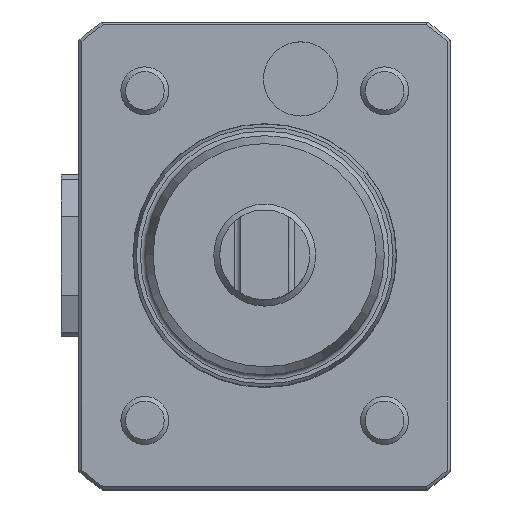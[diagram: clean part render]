
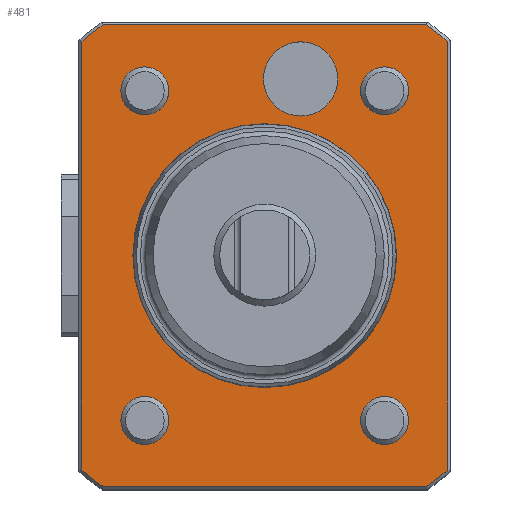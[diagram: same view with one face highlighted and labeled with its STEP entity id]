
A CAD part, top view. The second image highlights one B-rep face of the part: STEP entity #481.
In plain terms, the highlighted planar face has unit normal (0, 0, 1).
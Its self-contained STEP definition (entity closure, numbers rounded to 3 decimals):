
#94=LINE('',#3178,#174);
#95=LINE('',#3187,#175);
#96=LINE('',#3201,#176);
#97=LINE('',#3215,#177);
#174=VECTOR('',#2340,1.);
#175=VECTOR('',#2347,1.);
#176=VECTOR('',#2354,1.);
#177=VECTOR('',#2361,1.);
#304=FACE_BOUND('',#780,.T.);
#305=FACE_BOUND('',#781,.T.);
#306=FACE_BOUND('',#782,.T.);
#307=FACE_BOUND('',#783,.T.);
#308=FACE_BOUND('',#784,.T.);
#309=FACE_BOUND('',#785,.T.);
#310=FACE_BOUND('',#786,.T.);
#481=ADVANCED_FACE('',(#304,#305,#306,#307,#308,#309,#310),#592,.T.);
#592=PLANE('',#2005);
#780=EDGE_LOOP('',(#1090));
#781=EDGE_LOOP('',(#1091));
#782=EDGE_LOOP('',(#1092,#1093,#1094,#1095,#1096,#1097,#1098,#1099));
#783=EDGE_LOOP('',(#1100));
#784=EDGE_LOOP('',(#1101));
#785=EDGE_LOOP('',(#1102));
#786=EDGE_LOOP('',(#1103));
#1090=ORIENTED_EDGE('',*,*,#1649,.T.);
#1091=ORIENTED_EDGE('',*,*,#1650,.T.);
#1092=ORIENTED_EDGE('',*,*,#1648,.T.);
#1093=ORIENTED_EDGE('',*,*,#1646,.T.);
#1094=ORIENTED_EDGE('',*,*,#1644,.T.);
#1095=ORIENTED_EDGE('',*,*,#1642,.T.);
#1096=ORIENTED_EDGE('',*,*,#1640,.T.);
#1097=ORIENTED_EDGE('',*,*,#1638,.T.);
#1098=ORIENTED_EDGE('',*,*,#1637,.T.);
#1099=ORIENTED_EDGE('',*,*,#1635,.T.);
#1100=ORIENTED_EDGE('',*,*,#1651,.T.);
#1101=ORIENTED_EDGE('',*,*,#1652,.T.);
#1102=ORIENTED_EDGE('',*,*,#1653,.T.);
#1103=ORIENTED_EDGE('',*,*,#1654,.T.);
#1447=VERTEX_POINT('',#3165);
#1448=VERTEX_POINT('',#3170);
#1449=VERTEX_POINT('',#3177);
#1450=VERTEX_POINT('',#3181);
#1451=VERTEX_POINT('',#3188);
#1452=VERTEX_POINT('',#3195);
#1453=VERTEX_POINT('',#3202);
#1454=VERTEX_POINT('',#3209);
#1455=VERTEX_POINT('',#3218);
#1456=VERTEX_POINT('',#3220);
#1457=VERTEX_POINT('',#3222);
#1458=VERTEX_POINT('',#3224);
#1459=VERTEX_POINT('',#3226);
#1460=VERTEX_POINT('',#3228);
#1635=EDGE_CURVE('',#1447,#1448,#1813,.T.);
#1637=EDGE_CURVE('',#1449,#1447,#94,.T.);
#1638=EDGE_CURVE('',#1450,#1449,#1814,.T.);
#1640=EDGE_CURVE('',#1451,#1450,#95,.T.);
#1642=EDGE_CURVE('',#1452,#1451,#1815,.T.);
#1644=EDGE_CURVE('',#1453,#1452,#96,.T.);
#1646=EDGE_CURVE('',#1454,#1453,#1816,.T.);
#1648=EDGE_CURVE('',#1448,#1454,#97,.T.);
#1649=EDGE_CURVE('',#1455,#1455,#1817,.T.);
#1650=EDGE_CURVE('',#1456,#1456,#1818,.T.);
#1651=EDGE_CURVE('',#1457,#1457,#1819,.T.);
#1652=EDGE_CURVE('',#1458,#1458,#1820,.T.);
#1653=EDGE_CURVE('',#1459,#1459,#1821,.T.);
#1654=EDGE_CURVE('',#1460,#1460,#1822,.T.);
#1813=CIRCLE('',#1987,47.);
#1814=CIRCLE('',#1990,47.);
#1815=CIRCLE('',#1993,47.);
#1816=CIRCLE('',#1996,47.);
#1817=CIRCLE('',#1999,22.);
#1818=CIRCLE('',#2000,6.194);
#1819=CIRCLE('',#2001,3.996);
#1820=CIRCLE('',#2002,3.996);
#1821=CIRCLE('',#2003,3.996);
#1822=CIRCLE('',#2004,3.996);
#1987=AXIS2_PLACEMENT_3D('',#3171,#2336,#2337);
#1990=AXIS2_PLACEMENT_3D('',#3180,#2343,#2344);
#1993=AXIS2_PLACEMENT_3D('',#3194,#2350,#2351);
#1996=AXIS2_PLACEMENT_3D('',#3208,#2357,#2358);
#1999=AXIS2_PLACEMENT_3D('',#3217,#2364,#2365);
#2000=AXIS2_PLACEMENT_3D('',#3219,#2366,#2367);
#2001=AXIS2_PLACEMENT_3D('',#3221,#2368,#2369);
#2002=AXIS2_PLACEMENT_3D('',#3223,#2370,#2371);
#2003=AXIS2_PLACEMENT_3D('',#3225,#2372,#2373);
#2004=AXIS2_PLACEMENT_3D('',#3227,#2374,#2375);
#2005=AXIS2_PLACEMENT_3D('',#3229,#2376,#2377);
#2336=DIRECTION('',(0.,0.,1.));
#2337=DIRECTION('',(1.,0.,0.));
#2340=DIRECTION('',(1.,0.,0.));
#2343=DIRECTION('',(0.,0.,1.));
#2344=DIRECTION('',(1.,0.,0.));
#2347=DIRECTION('',(0.,-1.,0.));
#2350=DIRECTION('',(0.,0.,1.));
#2351=DIRECTION('',(1.,0.,0.));
#2354=DIRECTION('',(-1.,0.,0.));
#2357=DIRECTION('',(0.,0.,1.));
#2358=DIRECTION('',(1.,0.,0.));
#2361=DIRECTION('',(0.,1.,0.));
#2364=DIRECTION('',(0.,0.,-1.));
#2365=DIRECTION('',(0.,1.,0.));
#2366=DIRECTION('',(0.,0.,-1.));
#2367=DIRECTION('',(1.,0.,0.));
#2368=DIRECTION('',(0.,0.,-1.));
#2369=DIRECTION('',(1.,0.,0.));
#2370=DIRECTION('',(0.,0.,-1.));
#2371=DIRECTION('',(1.,0.,0.));
#2372=DIRECTION('',(0.,0.,-1.));
#2373=DIRECTION('',(1.,0.,0.));
#2374=DIRECTION('',(0.,0.,-1.));
#2375=DIRECTION('',(1.,0.,0.));
#2376=DIRECTION('',(0.,0.,1.));
#2377=DIRECTION('',(-1.,0.,0.));
#3165=CARTESIAN_POINT('',(26.958,-38.5,0.));
#3170=CARTESIAN_POINT('',(30.5,-35.76,0.));
#3171=CARTESIAN_POINT('',(0.,0.,0.));
#3177=CARTESIAN_POINT('',(-26.958,-38.5,0.));
#3178=CARTESIAN_POINT('',(27.115,-38.5,0.));
#3180=CARTESIAN_POINT('',(0.,0.,0.));
#3181=CARTESIAN_POINT('',(-30.5,-35.76,0.));
#3187=CARTESIAN_POINT('',(-30.5,-35.99,0.));
#3188=CARTESIAN_POINT('',(-30.5,35.76,0.));
#3194=CARTESIAN_POINT('',(0.,0.,0.));
#3195=CARTESIAN_POINT('',(-26.958,38.5,0.));
#3201=CARTESIAN_POINT('',(-27.115,38.5,0.));
#3202=CARTESIAN_POINT('',(26.958,38.5,0.));
#3208=CARTESIAN_POINT('',(0.,0.,0.));
#3209=CARTESIAN_POINT('',(30.5,35.76,0.));
#3215=CARTESIAN_POINT('',(30.5,35.99,0.));
#3217=CARTESIAN_POINT('',(0.,0.,0.));
#3218=CARTESIAN_POINT('',(0.,22.,0.));
#3219=CARTESIAN_POINT('',(6.,29.5,0.));
#3220=CARTESIAN_POINT('',(12.194,29.5,0.));
#3221=CARTESIAN_POINT('',(20.,27.5,0.));
#3222=CARTESIAN_POINT('',(23.996,27.5,0.));
#3223=CARTESIAN_POINT('',(-20.,27.5,0.));
#3224=CARTESIAN_POINT('',(-16.004,27.5,0.));
#3225=CARTESIAN_POINT('',(20.,-27.5,0.));
#3226=CARTESIAN_POINT('',(23.996,-27.5,0.));
#3227=CARTESIAN_POINT('',(-20.,-27.5,0.));
#3228=CARTESIAN_POINT('',(-16.004,-27.5,0.));
#3229=CARTESIAN_POINT('',(-23.2,0.,0.));
